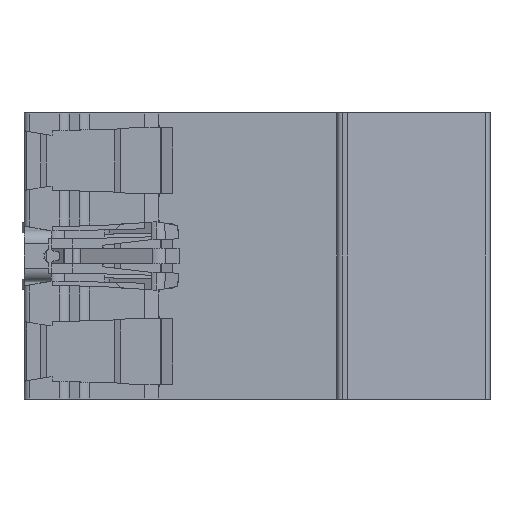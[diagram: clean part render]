
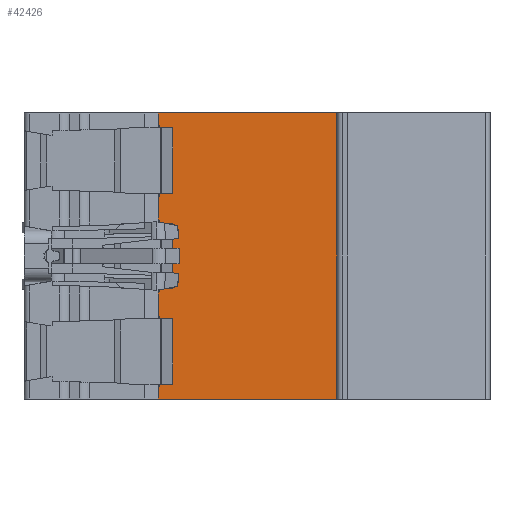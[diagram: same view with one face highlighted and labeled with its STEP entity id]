
A CAD part, front view. The second image highlights one B-rep face of the part: STEP entity #42426.
In plain terms, the highlighted planar face has unit normal (0, -1, 0).
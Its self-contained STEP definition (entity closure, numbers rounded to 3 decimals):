
#5907=DIRECTION('',(0.,0.,-1.));
#5908=VECTOR('',#5907,5.207);
#5909=CARTESIAN_POINT('',(-17.996,0.,-6.193));
#5910=LINE('',#5909,#5908);
#5928=DIRECTION('',(-1.,0.,0.));
#5929=VECTOR('',#5928,35.496);
#5930=CARTESIAN_POINT('',(17.5,0.,-26.1));
#5931=LINE('',#5930,#5929);
#5932=DIRECTION('',(0.,0.,1.));
#5933=VECTOR('',#5932,12.);
#5934=CARTESIAN_POINT('',(-15.41,0.,-23.4));
#5935=LINE('',#5934,#5933);
#5936=DIRECTION('',(0.983,0.,0.184));
#5937=VECTOR('',#5936,1.047);
#5938=CARTESIAN_POINT('',(-17.996,0.,-6.193));
#5939=LINE('',#5938,#5937);
#5940=DIRECTION('',(0.,0.,1.));
#5941=VECTOR('',#5940,12.);
#5942=CARTESIAN_POINT('',(-15.41,0.,-6.));
#5943=LINE('',#5942,#5941);
#5944=DIRECTION('',(0.983,0.,-0.184));
#5945=VECTOR('',#5944,1.047);
#5946=CARTESIAN_POINT('',(-17.996,0.,6.193));
#5947=LINE('',#5946,#5945);
#5948=DIRECTION('',(0.,0.,1.));
#5949=VECTOR('',#5948,12.);
#5950=CARTESIAN_POINT('',(-15.41,0.,11.4));
#5951=LINE('',#5950,#5949);
#5952=DIRECTION('',(-1.,0.,0.));
#5953=VECTOR('',#5952,35.496);
#5954=CARTESIAN_POINT('',(17.5,0.,26.1));
#5955=LINE('',#5954,#5953);
#5956=DIRECTION('',(0.,0.,1.));
#5957=VECTOR('',#5956,52.2);
#5958=CARTESIAN_POINT('',(17.5,0.,-26.1));
#5959=LINE('',#5958,#5957);
#7310=DIRECTION('',(0.,0.,-1.));
#7311=VECTOR('',#7310,2.7);
#7312=CARTESIAN_POINT('',(-17.996,0.,-23.4));
#7313=LINE('',#7312,#7311);
#7327=DIRECTION('',(-1.,0.,0.));
#7328=VECTOR('',#7327,2.586);
#7329=CARTESIAN_POINT('',(-15.41,0.,-23.4));
#7330=LINE('',#7329,#7328);
#7372=DIRECTION('',(-1.,0.,0.));
#7373=VECTOR('',#7372,2.586);
#7374=CARTESIAN_POINT('',(-15.41,0.,-11.4));
#7375=LINE('',#7374,#7373);
#10225=DIRECTION('',(0.,0.,1.));
#10226=VECTOR('',#10225,2.7);
#10227=CARTESIAN_POINT('',(-17.996,0.,23.4));
#10228=LINE('',#10227,#10226);
#10258=DIRECTION('',(-1.,0.,0.));
#10259=VECTOR('',#10258,2.586);
#10260=CARTESIAN_POINT('',(-15.41,0.,23.4));
#10261=LINE('',#10260,#10259);
#10986=DIRECTION('',(-1.,0.,0.));
#10987=VECTOR('',#10986,2.586);
#10988=CARTESIAN_POINT('',(-15.41,0.,11.4));
#10989=LINE('',#10988,#10987);
#11019=DIRECTION('',(0.,0.,-1.));
#11020=VECTOR('',#11019,5.207);
#11021=CARTESIAN_POINT('',(-17.996,0.,11.4));
#11022=LINE('',#11021,#11020);
#11083=DIRECTION('',(-1.,0.,0.));
#11084=VECTOR('',#11083,1.557);
#11085=CARTESIAN_POINT('',(-15.41,0.,6.));
#11086=LINE('',#11085,#11084);
#12369=DIRECTION('',(-1.,0.,0.));
#12370=VECTOR('',#12369,1.557);
#12371=CARTESIAN_POINT('',(-15.41,0.,-6.));
#12372=LINE('',#12371,#12370);
#25506=CARTESIAN_POINT('',(-15.41,0.,-6.));
#25508=VERTEX_POINT('',#25506);
#26657=CARTESIAN_POINT('',(-15.41,0.,6.));
#26658=VERTEX_POINT('',#26657);
#26711=CARTESIAN_POINT('',(-17.996,0.,11.4));
#26712=VERTEX_POINT('',#26711);
#26862=CARTESIAN_POINT('',(-15.41,0.,11.4));
#26864=VERTEX_POINT('',#26862);
#27815=CARTESIAN_POINT('',(-17.996,0.,23.4));
#27816=CARTESIAN_POINT('',(-17.996,0.,26.1));
#27817=VERTEX_POINT('',#27815);
#27818=VERTEX_POINT('',#27816);
#27819=CARTESIAN_POINT('',(17.5,0.,26.1));
#27820=VERTEX_POINT('',#27819);
#28305=CARTESIAN_POINT('',(-15.41,0.,23.4));
#28306=VERTEX_POINT('',#28305);
#28922=CARTESIAN_POINT('',(-17.996,0.,6.193));
#28923=CARTESIAN_POINT('',(-16.967,0.,6.));
#28924=VERTEX_POINT('',#28922);
#28925=VERTEX_POINT('',#28923);
#28926=CARTESIAN_POINT('',(-17.996,0.,-6.193));
#28927=CARTESIAN_POINT('',(-16.967,0.,-6.));
#28928=VERTEX_POINT('',#28926);
#28929=VERTEX_POINT('',#28927);
#29132=CARTESIAN_POINT('',(17.5,0.,-26.1));
#29133=CARTESIAN_POINT('',(-17.996,0.,-26.1));
#29134=VERTEX_POINT('',#29132);
#29135=VERTEX_POINT('',#29133);
#29178=CARTESIAN_POINT('',(-17.996,0.,-23.4));
#29179=VERTEX_POINT('',#29178);
#29501=CARTESIAN_POINT('',(-15.41,0.,-23.4));
#29503=VERTEX_POINT('',#29501);
#30427=CARTESIAN_POINT('',(-17.996,0.,-11.4));
#30429=VERTEX_POINT('',#30427);
#30746=CARTESIAN_POINT('',(-15.41,0.,-11.4));
#30747=VERTEX_POINT('',#30746);
#42386=CARTESIAN_POINT('',(14.5,0.,0.));
#42387=DIRECTION('',(0.,-1.,0.));
#42388=DIRECTION('',(-1.,0.,0.));
#42389=AXIS2_PLACEMENT_3D('',#42386,#42387,#42388);
#42390=PLANE('',#42389);
#42392=ORIENTED_EDGE('',*,*,#42391,.F.);
#42393=ORIENTED_EDGE('',*,*,#31462,.T.);
#42395=ORIENTED_EDGE('',*,*,#42394,.F.);
#42397=ORIENTED_EDGE('',*,*,#42396,.F.);
#42399=ORIENTED_EDGE('',*,*,#42398,.T.);
#42401=ORIENTED_EDGE('',*,*,#42400,.T.);
#42402=ORIENTED_EDGE('',*,*,#42369,.F.);
#42404=ORIENTED_EDGE('',*,*,#42403,.T.);
#42406=ORIENTED_EDGE('',*,*,#42405,.F.);
#42408=ORIENTED_EDGE('',*,*,#42407,.T.);
#42410=ORIENTED_EDGE('',*,*,#42409,.T.);
#42412=ORIENTED_EDGE('',*,*,#42411,.F.);
#42414=ORIENTED_EDGE('',*,*,#42413,.F.);
#42416=ORIENTED_EDGE('',*,*,#42415,.F.);
#42418=ORIENTED_EDGE('',*,*,#42417,.T.);
#42420=ORIENTED_EDGE('',*,*,#42419,.T.);
#42422=ORIENTED_EDGE('',*,*,#42421,.T.);
#42423=ORIENTED_EDGE('',*,*,#31699,.F.);
#42424=EDGE_LOOP('',(#42392,#42393,#42395,#42397,#42399,#42401,#42402,#42404,
#42406,#42408,#42410,#42412,#42414,#42416,#42418,#42420,#42422,#42423));
#42425=FACE_OUTER_BOUND('',#42424,.F.);
#31462=EDGE_CURVE('',#29134,#29135,#5931,.T.);
#31699=EDGE_CURVE('',#27820,#27818,#5955,.T.);
#42369=EDGE_CURVE('',#28928,#30429,#5910,.T.);
#42391=EDGE_CURVE('',#29134,#27820,#5959,.T.);
#42394=EDGE_CURVE('',#29179,#29135,#7313,.T.);
#42396=EDGE_CURVE('',#29503,#29179,#7330,.T.);
#42398=EDGE_CURVE('',#29503,#30747,#5935,.T.);
#42400=EDGE_CURVE('',#30747,#30429,#7375,.T.);
#42403=EDGE_CURVE('',#28928,#28929,#5939,.T.);
#42405=EDGE_CURVE('',#25508,#28929,#12372,.T.);
#42407=EDGE_CURVE('',#25508,#26658,#5943,.T.);
#42409=EDGE_CURVE('',#26658,#28925,#11086,.T.);
#42411=EDGE_CURVE('',#28924,#28925,#5947,.T.);
#42413=EDGE_CURVE('',#26712,#28924,#11022,.T.);
#42415=EDGE_CURVE('',#26864,#26712,#10989,.T.);
#42417=EDGE_CURVE('',#26864,#28306,#5951,.T.);
#42419=EDGE_CURVE('',#28306,#27817,#10261,.T.);
#42421=EDGE_CURVE('',#27817,#27818,#10228,.T.);
#42426=ADVANCED_FACE('',(#42425),#42390,.T.);
